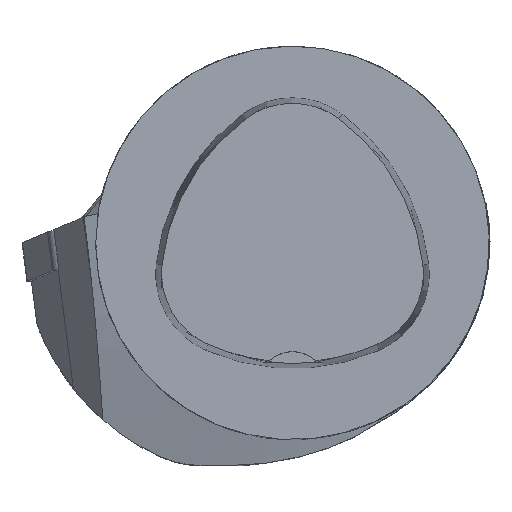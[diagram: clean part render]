
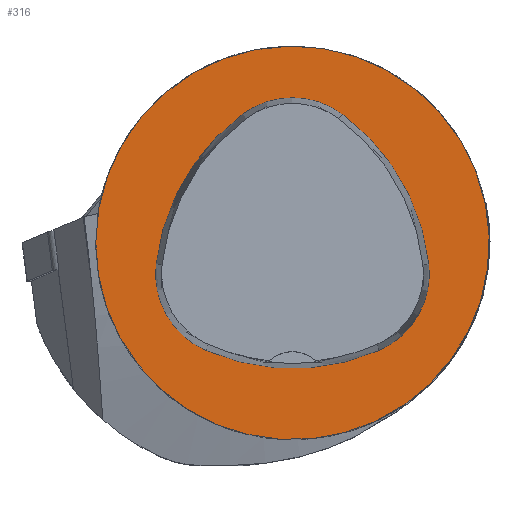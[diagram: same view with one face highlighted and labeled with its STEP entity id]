
A CAD part, top view. The second image highlights one B-rep face of the part: STEP entity #316.
In plain terms, the highlighted planar face has unit normal (0, 0, 1).
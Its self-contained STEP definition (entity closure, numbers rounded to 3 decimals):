
#316=ADVANCED_FACE('',(#769,#770),#403,.T.);
#403=PLANE('',#2124);
#769=FACE_BOUND('',#814,.T.);
#770=FACE_BOUND('',#815,.T.);
#814=EDGE_LOOP('',(#1095,#1096,#1097,#1098,#1099,#1100));
#815=EDGE_LOOP('',(#1101));
#1095=ORIENTED_EDGE('',*,*,#1763,.T.);
#1096=ORIENTED_EDGE('',*,*,#1743,.T.);
#1097=ORIENTED_EDGE('',*,*,#1747,.T.);
#1098=ORIENTED_EDGE('',*,*,#1750,.T.);
#1099=ORIENTED_EDGE('',*,*,#1753,.T.);
#1100=ORIENTED_EDGE('',*,*,#1761,.T.);
#1101=ORIENTED_EDGE('',*,*,#1734,.F.);
#1526=VERTEX_POINT('',#3192);
#1535=VERTEX_POINT('',#3211);
#1536=VERTEX_POINT('',#3212);
#1539=VERTEX_POINT('',#3220);
#1541=VERTEX_POINT('',#3226);
#1543=VERTEX_POINT('',#3232);
#1550=VERTEX_POINT('',#3253);
#1734=EDGE_CURVE('',#1526,#1526,#1919,.T.);
#1743=EDGE_CURVE('',#1535,#1536,#1920,.T.);
#1747=EDGE_CURVE('',#1536,#1539,#1922,.T.);
#1750=EDGE_CURVE('',#1539,#1541,#1924,.T.);
#1753=EDGE_CURVE('',#1541,#1543,#1926,.T.);
#1761=EDGE_CURVE('',#1543,#1550,#1930,.T.);
#1763=EDGE_CURVE('',#1550,#1535,#1932,.T.);
#1919=CIRCLE('',#2096,40.);
#1920=CIRCLE('',#2102,44.);
#1922=CIRCLE('',#2105,17.);
#1924=CIRCLE('',#2108,44.);
#1926=CIRCLE('',#2111,17.);
#1930=CIRCLE('',#2116,44.);
#1932=CIRCLE('',#2119,17.);
#2096=AXIS2_PLACEMENT_3D('',#3191,#2430,#2431);
#2102=AXIS2_PLACEMENT_3D('',#3210,#2446,#2447);
#2105=AXIS2_PLACEMENT_3D('',#3219,#2454,#2455);
#2108=AXIS2_PLACEMENT_3D('',#3225,#2461,#2462);
#2111=AXIS2_PLACEMENT_3D('',#3231,#2468,#2469);
#2116=AXIS2_PLACEMENT_3D('',#3254,#2480,#2481);
#2119=AXIS2_PLACEMENT_3D('',#3257,#2486,#2487);
#2124=AXIS2_PLACEMENT_3D('',#3262,#2496,#2497);
#2430=DIRECTION('',(0.,0.,-1.));
#2431=DIRECTION('',(-1.,0.,0.));
#2446=DIRECTION('',(0.,0.,-1.));
#2447=DIRECTION('',(-1.,0.,0.));
#2454=DIRECTION('',(0.,0.,-1.));
#2455=DIRECTION('',(-1.,0.,0.));
#2461=DIRECTION('',(0.,0.,-1.));
#2462=DIRECTION('',(-1.,0.,0.));
#2468=DIRECTION('',(0.,0.,-1.));
#2469=DIRECTION('',(-1.,0.,0.));
#2480=DIRECTION('',(0.,0.,-1.));
#2481=DIRECTION('',(-1.,0.,0.));
#2486=DIRECTION('',(0.,0.,-1.));
#2487=DIRECTION('',(-1.,0.,0.));
#2496=DIRECTION('',(0.,0.,1.));
#2497=DIRECTION('',(1.,0.,0.));
#3191=CARTESIAN_POINT('',(0.,0.,0.));
#3192=CARTESIAN_POINT('',(-40.,0.,0.));
#3210=CARTESIAN_POINT('',(16.01,-9.224,0.));
#3211=CARTESIAN_POINT('',(-27.722,-4.378,0.));
#3212=CARTESIAN_POINT('',(-10.119,26.178,0.));
#3219=CARTESIAN_POINT('',(-0.023,12.5,0.));
#3220=CARTESIAN_POINT('',(10.049,26.194,0.));
#3225=CARTESIAN_POINT('',(-16.021,-9.25,0.));
#3226=CARTESIAN_POINT('',(27.71,-4.394,0.));
#3231=CARTESIAN_POINT('',(10.814,-6.27,0.));
#3232=CARTESIAN_POINT('',(17.611,-21.852,0.));
#3253=CARTESIAN_POINT('',(-17.652,-21.819,0.));
#3254=CARTESIAN_POINT('',(0.017,18.477,0.));
#3257=CARTESIAN_POINT('',(-10.825,-6.25,0.));
#3262=CARTESIAN_POINT('',(0.,0.,0.));
